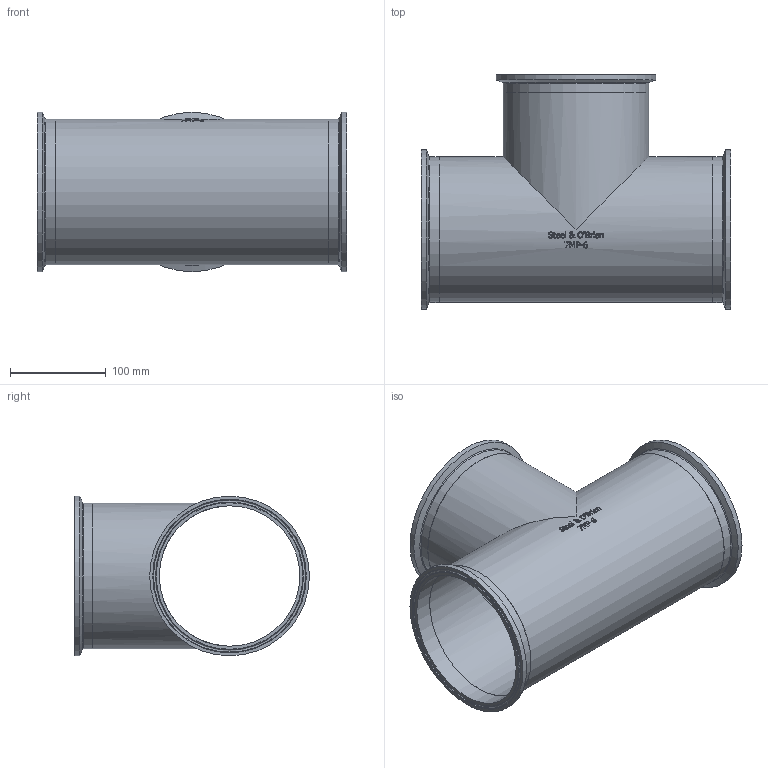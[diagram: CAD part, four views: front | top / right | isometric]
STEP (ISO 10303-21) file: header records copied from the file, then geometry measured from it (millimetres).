
FILE_DESCRIPTION(/* description */ (''),/* implementation_level */ '2;1');
FILE_NAME(/* name */ '7MP-6.stp',/* time_stamp */ '2019-02-01T14:05:29-05:00',/* author */ ('rick'),/* organization */ (''),/* preprocessor_version */ 'ST-DEVELOPER v15.2',/* originating_system */ 'Autodesk Inventor 2014',/* authorisation */ '');
FILE_SCHEMA (('AUTOMOTIVE_DESIGN { 1 0 10303 214 3 1 1 }'));
Length unit declared in the file: inch
Products named in the file (1): 7MP-6
Bounding box: 323.85 x 245.36 x 166.88 mm (x, y, z)
Volume: 578273 mm3; surface area: 393162.6 mm2
Topology: 1 solids, 1 shells, 341 faces, 881 edges, 579 vertices
Faces by surface type: bspline 146, plane 126, cylinder 42, torus 18, cone 9
Full cylindrical faces by diameter (mm): 146.863 x5, 152.4 x5, 166.878 x3
Entity records: 12809 total; most frequent: CARTESIAN_POINT 5399, ORIENTED_EDGE 1670, DIRECTION 1108, EDGE_CURVE 835, VERTEX_POINT 575, EDGE_LOOP 424, LINE 370, VECTOR 370
